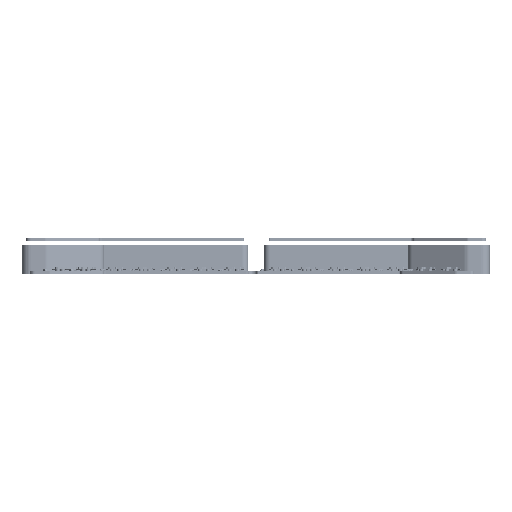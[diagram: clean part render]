
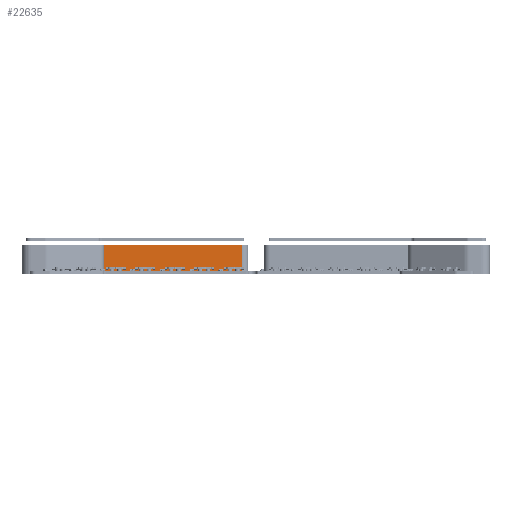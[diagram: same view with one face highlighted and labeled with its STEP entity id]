
A CAD part, front view. The second image highlights one B-rep face of the part: STEP entity #22635.
In plain terms, the highlighted planar face has unit normal (0, -1, 0).
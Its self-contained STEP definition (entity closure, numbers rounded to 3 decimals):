
#3084=FACE_OUTER_BOUND('',#4271,.T.);
#4271=EDGE_LOOP('',(#16461,#16462,#16463,#16464));
#6255=LINE('',#33559,#8380);
#6336=LINE('',#33797,#8461);
#6337=LINE('',#33801,#8462);
#6338=LINE('',#33802,#8463);
#8380=VECTOR('',#26728,10.);
#8461=VECTOR('',#26939,10.);
#8462=VECTOR('',#26944,10.);
#8463=VECTOR('',#26945,10.);
#10406=VERTEX_POINT('',#33556);
#10407=VERTEX_POINT('',#33558);
#10499=VERTEX_POINT('',#33796);
#10500=VERTEX_POINT('',#33800);
#12653=EDGE_CURVE('',#10407,#10406,#6255,.T.);
#12772=EDGE_CURVE('',#10499,#10407,#6336,.T.);
#12774=EDGE_CURVE('',#10500,#10406,#6337,.T.);
#12775=EDGE_CURVE('',#10499,#10500,#6338,.T.);
#16461=ORIENTED_EDGE('',*,*,#12653,.T.);
#16462=ORIENTED_EDGE('',*,*,#12774,.F.);
#16463=ORIENTED_EDGE('',*,*,#12775,.F.);
#16464=ORIENTED_EDGE('',*,*,#12772,.T.);
#22027=PLANE('',#23926);
#22635=ADVANCED_FACE('',(#3084),#22027,.T.);
#23926=AXIS2_PLACEMENT_3D('',#33799,#26942,#26943);
#26728=DIRECTION('',(-1.,0.,0.));
#26939=DIRECTION('',(0.,0.,1.));
#26942=DIRECTION('center_axis',(0.,-1.,0.));
#26943=DIRECTION('ref_axis',(1.,0.,0.));
#26944=DIRECTION('',(0.,0.,1.));
#26945=DIRECTION('',(-1.,0.,0.));
#33556=CARTESIAN_POINT('',(25.742,28.257,18.5));
#33558=CARTESIAN_POINT('',(115.011,28.257,18.5));
#33559=CARTESIAN_POINT('',(35.694,28.257,18.5));
#33796=CARTESIAN_POINT('',(115.011,28.257,0.));
#33797=CARTESIAN_POINT('',(115.011,28.257,0.));
#33799=CARTESIAN_POINT('Origin',(25.742,28.257,0.));
#33800=CARTESIAN_POINT('',(25.742,28.257,0.));
#33801=CARTESIAN_POINT('',(25.742,28.257,0.));
#33802=CARTESIAN_POINT('',(115.011,28.257,0.));
